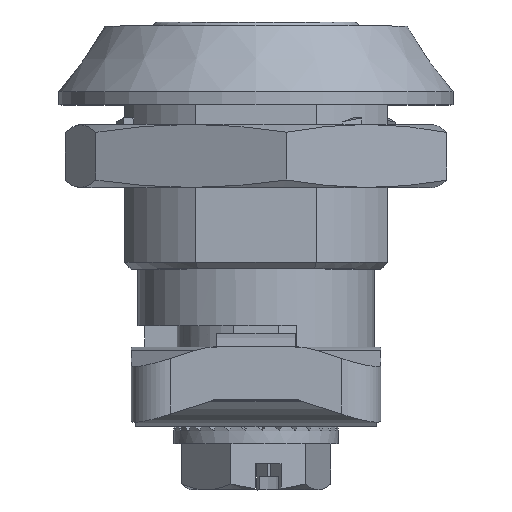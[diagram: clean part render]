
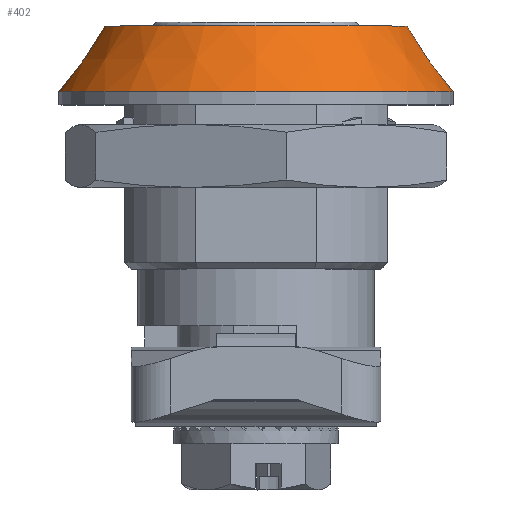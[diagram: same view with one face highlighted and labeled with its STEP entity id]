
A CAD part, top view. The second image highlights one B-rep face of the part: STEP entity #402.
In plain terms, the highlighted conical face has half-angle 35 degrees and reference radius 11.5 mm.
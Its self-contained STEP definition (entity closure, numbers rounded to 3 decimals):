
#402=ADVANCED_FACE('',(#917,#918),#919,.T.);
#917=FACE_OUTER_BOUND('',#1905,.T.);
#918=FACE_BOUND('',#1906,.T.);
#919=CONICAL_SURFACE('',#1907,11.5,0.611);
#1905=EDGE_LOOP('',(#3544));
#1906=EDGE_LOOP('',(#3545));
#1907=AXIS2_PLACEMENT_3D('',#3546,#3547,#3548);
#3544=ORIENTED_EDGE('',*,*,#7473,.F.);
#3545=ORIENTED_EDGE('',*,*,#7402,.T.);
#3546=CARTESIAN_POINT('',(0.0,0.0,0.0));
#3547=DIRECTION('',(0.0,-1.0,-0.0));
#3548=DIRECTION('',(0.0,0.0,-1.0));
#7402=EDGE_CURVE('',#8676,#8676,#8677,.T.);
#7473=EDGE_CURVE('',#8787,#8787,#8788,.T.);
#8676=VERTEX_POINT('',#10772);
#8677=CIRCLE('',#10773,11.5);
#8787=VERTEX_POINT('',#10940);
#8788=CIRCLE('',#10941,15.0);
#10772=CARTESIAN_POINT('',(0.0,0.0,-11.5));
#10773=AXIS2_PLACEMENT_3D('',#14806,#14807,#14808);
#10940=CARTESIAN_POINT('',(0.0,-4.999,-15.0));
#10941=AXIS2_PLACEMENT_3D('',#14914,#14915,#14916);
#14806=CARTESIAN_POINT('',(0.0,0.0,0.0));
#14807=DIRECTION('',(0.0,-1.0,0.0));
#14808=DIRECTION('',(0.0,0.0,-1.0));
#14914=CARTESIAN_POINT('',(0.0,-4.999,0.0));
#14915=DIRECTION('',(0.0,-1.0,0.0));
#14916=DIRECTION('',(0.0,0.0,-1.0));
